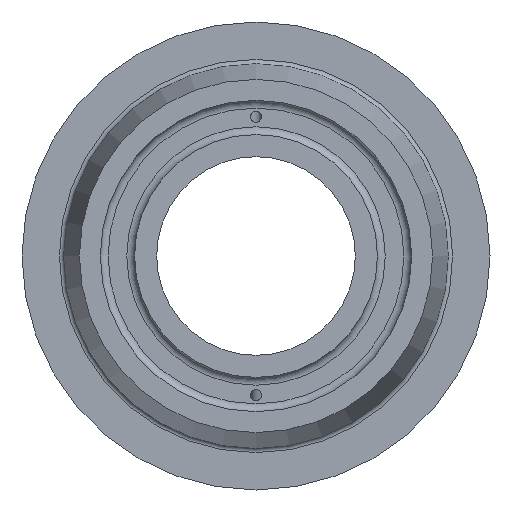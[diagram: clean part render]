
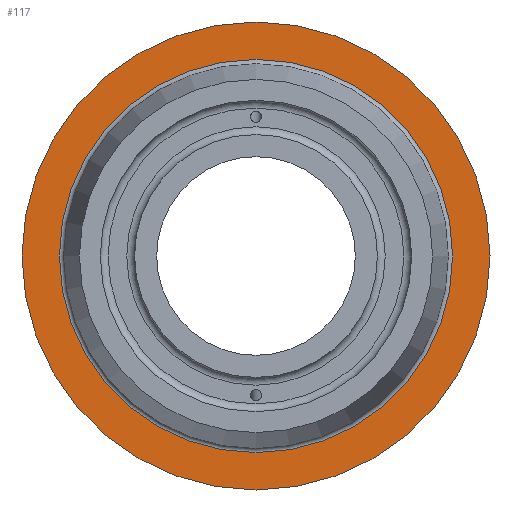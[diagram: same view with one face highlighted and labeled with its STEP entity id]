
A CAD part, left-side view. The second image highlights one B-rep face of the part: STEP entity #117.
In plain terms, the highlighted planar face has unit normal (-1, 0, 0).
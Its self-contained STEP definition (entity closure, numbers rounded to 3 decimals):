
#117 = ADVANCED_FACE( '', ( #262, #263 ), #264, .T. );
#262 = FACE_BOUND( '', #409, .T. );
#263 = FACE_OUTER_BOUND( '', #410, .T. );
#264 = PLANE( '', #411 );
#409 = EDGE_LOOP( '', ( #623 ) );
#410 = EDGE_LOOP( '', ( #624 ) );
#411 = AXIS2_PLACEMENT_3D( '', #625, #626, #627 );
#623 = ORIENTED_EDGE( '', *, *, #710, .T. );
#624 = ORIENTED_EDGE( '', *, *, #689, .F. );
#625 = CARTESIAN_POINT( '', ( 79., 0., 106. ) );
#626 = DIRECTION( '', ( -1., 0., 0. ) );
#627 = DIRECTION( '', ( 0., 0., 1. ) );
#689 = EDGE_CURVE( '', #786, #786, #787, .T. );
#710 = EDGE_CURVE( '', #817, #817, #818, .T. );
#786 = VERTEX_POINT( '', #937 );
#787 = CIRCLE( '', #938, 106. );
#817 = VERTEX_POINT( '', #994 );
#818 = CIRCLE( '', #995, 89.062 );
#937 = CARTESIAN_POINT( '', ( 79., 0., -106. ) );
#938 = AXIS2_PLACEMENT_3D( '', #1081, #1082, #1083 );
#994 = CARTESIAN_POINT( '', ( 79., 0., -89.062 ) );
#995 = AXIS2_PLACEMENT_3D( '', #1114, #1115, #1116 );
#1081 = CARTESIAN_POINT( '', ( 79., 0., 0. ) );
#1082 = DIRECTION( '', ( 1., 0., 0. ) );
#1083 = DIRECTION( '', ( 0., 0., -1. ) );
#1114 = CARTESIAN_POINT( '', ( 79., 0., 0. ) );
#1115 = DIRECTION( '', ( 1., 0., 0. ) );
#1116 = DIRECTION( '', ( 0., 0., -1. ) );
